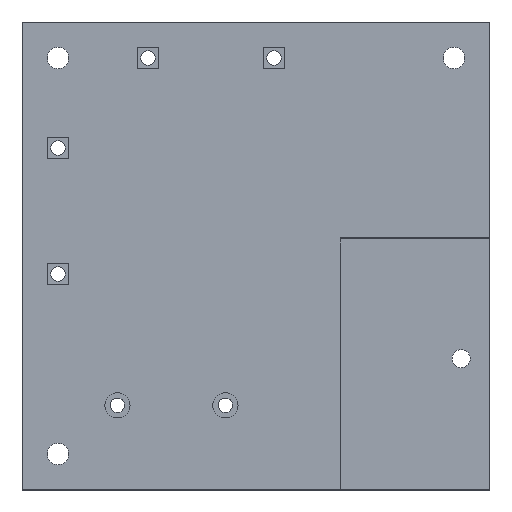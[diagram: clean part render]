
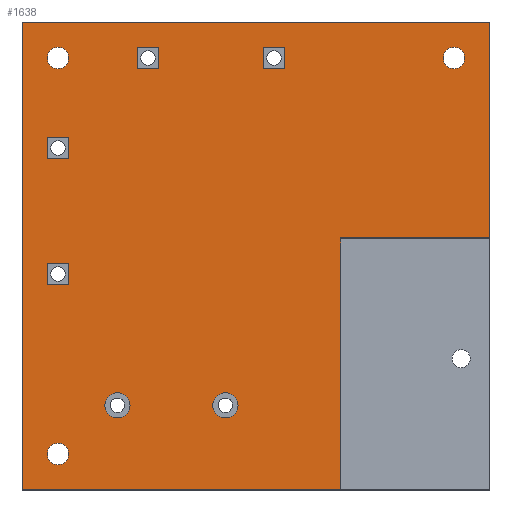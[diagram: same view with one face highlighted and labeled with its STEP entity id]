
A CAD part, top view. The second image highlights one B-rep face of the part: STEP entity #1638.
In plain terms, the highlighted planar face has unit normal (0, 0, 1).
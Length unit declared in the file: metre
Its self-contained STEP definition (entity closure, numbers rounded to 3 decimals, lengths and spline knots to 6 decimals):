
#24=LINE('',#2342,#221);
#25=LINE('',#2345,#222);
#26=LINE('',#2347,#223);
#27=LINE('',#2349,#224);
#28=LINE('',#2351,#225);
#29=LINE('',#2353,#226);
#30=LINE('',#2360,#227);
#31=LINE('',#2363,#228);
#32=LINE('',#2365,#229);
#33=LINE('',#2367,#230);
#34=LINE('',#2368,#231);
#35=LINE('',#2371,#232);
#36=LINE('',#2373,#233);
#37=LINE('',#2375,#234);
#38=LINE('',#2376,#235);
#39=LINE('',#2379,#236);
#40=LINE('',#2381,#237);
#41=LINE('',#2383,#238);
#42=LINE('',#2384,#239);
#43=LINE('',#2387,#240);
#44=LINE('',#2389,#241);
#45=LINE('',#2391,#242);
#221=VECTOR('',#1887,1.);
#222=VECTOR('',#1888,1.);
#223=VECTOR('',#1889,1.);
#224=VECTOR('',#1890,1.);
#225=VECTOR('',#1891,1.);
#226=VECTOR('',#1892,1.);
#227=VECTOR('',#1899,1.);
#228=VECTOR('',#1900,1.);
#229=VECTOR('',#1901,1.);
#230=VECTOR('',#1902,1.);
#231=VECTOR('',#1903,1.);
#232=VECTOR('',#1904,1.);
#233=VECTOR('',#1905,1.);
#234=VECTOR('',#1906,1.);
#235=VECTOR('',#1907,1.);
#236=VECTOR('',#1908,1.);
#237=VECTOR('',#1909,1.);
#238=VECTOR('',#1910,1.);
#239=VECTOR('',#1911,1.);
#240=VECTOR('',#1912,1.);
#241=VECTOR('',#1913,1.);
#242=VECTOR('',#1914,1.);
#418=ORIENTED_EDGE('',*,*,#872,.F.);
#419=ORIENTED_EDGE('',*,*,#873,.F.);
#420=ORIENTED_EDGE('',*,*,#874,.F.);
#421=ORIENTED_EDGE('',*,*,#875,.T.);
#422=ORIENTED_EDGE('',*,*,#876,.F.);
#423=ORIENTED_EDGE('',*,*,#877,.F.);
#424=ORIENTED_EDGE('',*,*,#878,.T.);
#425=ORIENTED_EDGE('',*,*,#879,.F.);
#426=ORIENTED_EDGE('',*,*,#880,.T.);
#427=ORIENTED_EDGE('',*,*,#881,.F.);
#428=ORIENTED_EDGE('',*,*,#882,.F.);
#429=ORIENTED_EDGE('',*,*,#883,.F.);
#430=ORIENTED_EDGE('',*,*,#884,.T.);
#431=ORIENTED_EDGE('',*,*,#885,.T.);
#432=ORIENTED_EDGE('',*,*,#886,.F.);
#433=ORIENTED_EDGE('',*,*,#887,.F.);
#434=ORIENTED_EDGE('',*,*,#888,.T.);
#435=ORIENTED_EDGE('',*,*,#889,.T.);
#436=ORIENTED_EDGE('',*,*,#890,.F.);
#437=ORIENTED_EDGE('',*,*,#891,.F.);
#438=ORIENTED_EDGE('',*,*,#892,.T.);
#439=ORIENTED_EDGE('',*,*,#893,.T.);
#440=ORIENTED_EDGE('',*,*,#894,.F.);
#441=ORIENTED_EDGE('',*,*,#895,.F.);
#442=ORIENTED_EDGE('',*,*,#896,.T.);
#443=ORIENTED_EDGE('',*,*,#897,.T.);
#444=ORIENTED_EDGE('',*,*,#898,.F.);
#872=EDGE_CURVE('',#1099,#1099,#1247,.T.);
#873=EDGE_CURVE('',#1100,#1100,#1248,.T.);
#874=EDGE_CURVE('',#1101,#1102,#24,.T.);
#875=EDGE_CURVE('',#1101,#1103,#25,.T.);
#876=EDGE_CURVE('',#1104,#1103,#26,.T.);
#877=EDGE_CURVE('',#1105,#1104,#27,.T.);
#878=EDGE_CURVE('',#1105,#1106,#28,.T.);
#879=EDGE_CURVE('',#1102,#1106,#29,.T.);
#880=EDGE_CURVE('',#1107,#1107,#1249,.F.);
#881=EDGE_CURVE('',#1108,#1108,#1250,.T.);
#882=EDGE_CURVE('',#1109,#1109,#1251,.T.);
#883=EDGE_CURVE('',#1110,#1111,#30,.T.);
#884=EDGE_CURVE('',#1110,#1112,#31,.T.);
#885=EDGE_CURVE('',#1112,#1113,#32,.T.);
#886=EDGE_CURVE('',#1111,#1113,#33,.T.);
#887=EDGE_CURVE('',#1114,#1115,#34,.T.);
#888=EDGE_CURVE('',#1114,#1116,#35,.T.);
#889=EDGE_CURVE('',#1116,#1117,#36,.T.);
#890=EDGE_CURVE('',#1115,#1117,#37,.T.);
#891=EDGE_CURVE('',#1118,#1119,#38,.T.);
#892=EDGE_CURVE('',#1118,#1120,#39,.T.);
#893=EDGE_CURVE('',#1120,#1121,#40,.T.);
#894=EDGE_CURVE('',#1119,#1121,#41,.T.);
#895=EDGE_CURVE('',#1122,#1123,#42,.T.);
#896=EDGE_CURVE('',#1122,#1124,#43,.T.);
#897=EDGE_CURVE('',#1124,#1125,#44,.T.);
#898=EDGE_CURVE('',#1123,#1125,#45,.T.);
#1099=VERTEX_POINT('',#2339);
#1100=VERTEX_POINT('',#2341);
#1101=VERTEX_POINT('',#2343);
#1102=VERTEX_POINT('',#2344);
#1103=VERTEX_POINT('',#2346);
#1104=VERTEX_POINT('',#2348);
#1105=VERTEX_POINT('',#2350);
#1106=VERTEX_POINT('',#2352);
#1107=VERTEX_POINT('',#2355);
#1108=VERTEX_POINT('',#2357);
#1109=VERTEX_POINT('',#2359);
#1110=VERTEX_POINT('',#2361);
#1111=VERTEX_POINT('',#2362);
#1112=VERTEX_POINT('',#2364);
#1113=VERTEX_POINT('',#2366);
#1114=VERTEX_POINT('',#2369);
#1115=VERTEX_POINT('',#2370);
#1116=VERTEX_POINT('',#2372);
#1117=VERTEX_POINT('',#2374);
#1118=VERTEX_POINT('',#2377);
#1119=VERTEX_POINT('',#2378);
#1120=VERTEX_POINT('',#2380);
#1121=VERTEX_POINT('',#2382);
#1122=VERTEX_POINT('',#2385);
#1123=VERTEX_POINT('',#2386);
#1124=VERTEX_POINT('',#2388);
#1125=VERTEX_POINT('',#2390);
#1247=CIRCLE('',#1751,0.0035);
#1248=CIRCLE('',#1752,0.0035);
#1249=CIRCLE('',#1753,0.003);
#1250=CIRCLE('',#1754,0.003);
#1251=CIRCLE('',#1755,0.003);
#1277=EDGE_LOOP('',(#418));
#1278=EDGE_LOOP('',(#419));
#1279=EDGE_LOOP('',(#420,#421,#422,#423,#424,#425));
#1280=EDGE_LOOP('',(#426));
#1281=EDGE_LOOP('',(#427));
#1282=EDGE_LOOP('',(#428));
#1283=EDGE_LOOP('',(#429,#430,#431,#432));
#1284=EDGE_LOOP('',(#433,#434,#435,#436));
#1285=EDGE_LOOP('',(#437,#438,#439,#440));
#1286=EDGE_LOOP('',(#441,#442,#443,#444));
#1414=FACE_BOUND('',#1277,.T.);
#1415=FACE_BOUND('',#1278,.T.);
#1416=FACE_BOUND('',#1279,.T.);
#1417=FACE_BOUND('',#1280,.T.);
#1418=FACE_BOUND('',#1281,.T.);
#1419=FACE_BOUND('',#1282,.T.);
#1420=FACE_BOUND('',#1283,.T.);
#1421=FACE_BOUND('',#1284,.T.);
#1422=FACE_BOUND('',#1285,.T.);
#1423=FACE_BOUND('',#1286,.T.);
#1551=PLANE('',#1750);
#1638=ADVANCED_FACE('',(#1414,#1415,#1416,#1417,#1418,#1419,#1420,#1421,
#1422,#1423),#1551,.T.);
#1750=AXIS2_PLACEMENT_3D('',#2337,#1881,#1882);
#1751=AXIS2_PLACEMENT_3D('',#2338,#1883,#1884);
#1752=AXIS2_PLACEMENT_3D('',#2340,#1885,#1886);
#1753=AXIS2_PLACEMENT_3D('',#2354,#1893,#1894);
#1754=AXIS2_PLACEMENT_3D('',#2356,#1895,#1896);
#1755=AXIS2_PLACEMENT_3D('',#2358,#1897,#1898);
#1881=DIRECTION('',(0.,0.,1.));
#1882=DIRECTION('',(1.,0.,0.));
#1883=DIRECTION('',(0.,0.,1.));
#1884=DIRECTION('',(1.,0.,0.));
#1885=DIRECTION('',(0.,0.,1.));
#1886=DIRECTION('',(1.,0.,0.));
#1887=DIRECTION('',(-1.,0.,0.));
#1888=DIRECTION('',(0.,1.,0.));
#1889=DIRECTION('',(1.,0.,0.));
#1890=DIRECTION('',(0.,1.,0.));
#1891=DIRECTION('',(1.,0.,0.));
#1892=DIRECTION('',(0.,-1.,0.));
#1893=DIRECTION('',(0.,0.,1.));
#1894=DIRECTION('',(1.,0.,0.));
#1895=DIRECTION('',(0.,0.,1.));
#1896=DIRECTION('',(1.,0.,0.));
#1897=DIRECTION('',(0.,0.,1.));
#1898=DIRECTION('',(1.,0.,0.));
#1899=DIRECTION('',(-1.,0.,0.));
#1900=DIRECTION('',(0.,-1.,0.));
#1901=DIRECTION('',(-1.,0.,0.));
#1902=DIRECTION('',(0.,-1.,0.));
#1903=DIRECTION('',(1.,0.,0.));
#1904=DIRECTION('',(0.,1.,0.));
#1905=DIRECTION('',(1.,0.,0.));
#1906=DIRECTION('',(0.,1.,0.));
#1907=DIRECTION('',(0.,1.,0.));
#1908=DIRECTION('',(-1.,0.,0.));
#1909=DIRECTION('',(0.,1.,0.));
#1910=DIRECTION('',(-1.,0.,0.));
#1911=DIRECTION('',(0.,1.,0.));
#1912=DIRECTION('',(-1.,0.,0.));
#1913=DIRECTION('',(0.,1.,0.));
#1914=DIRECTION('',(-1.,0.,0.));
#2337=CARTESIAN_POINT('',(-0.175,0.24,0.));
#2338=CARTESIAN_POINT('',(-0.3135,0.2835,0.));
#2339=CARTESIAN_POINT('',(-0.31,0.2835,0.));
#2340=CARTESIAN_POINT('',(-0.3435,0.2835,0.));
#2341=CARTESIAN_POINT('',(-0.34,0.2835,0.));
#2342=CARTESIAN_POINT('',(-0.223,0.33,0.));
#2343=CARTESIAN_POINT('',(-0.24,0.33,0.));
#2344=CARTESIAN_POINT('',(-0.2815,0.33,0.));
#2345=CARTESIAN_POINT('',(-0.24,0.325,0.));
#2346=CARTESIAN_POINT('',(-0.24,0.39,0.));
#2347=CARTESIAN_POINT('',(-0.305,0.39,0.));
#2348=CARTESIAN_POINT('',(-0.37,0.39,0.));
#2349=CARTESIAN_POINT('',(-0.37,0.325,0.));
#2350=CARTESIAN_POINT('',(-0.37,0.26,0.));
#2351=CARTESIAN_POINT('',(-0.305,0.26,0.));
#2352=CARTESIAN_POINT('',(-0.2815,0.26,0.));
#2353=CARTESIAN_POINT('',(-0.2815,0.2215,0.));
#2354=CARTESIAN_POINT('',(-0.36,0.38,0.));
#2355=CARTESIAN_POINT('',(-0.357,0.38,0.));
#2356=CARTESIAN_POINT('',(-0.36,0.27,0.));
#2357=CARTESIAN_POINT('',(-0.357,0.27,0.));
#2358=CARTESIAN_POINT('',(-0.25,0.38,0.));
#2359=CARTESIAN_POINT('',(-0.247,0.38,0.));
#2360=CARTESIAN_POINT('',(-0.36,0.323,0.));
#2361=CARTESIAN_POINT('',(-0.357,0.323,0.));
#2362=CARTESIAN_POINT('',(-0.363,0.323,0.));
#2363=CARTESIAN_POINT('',(-0.357,0.32,0.));
#2364=CARTESIAN_POINT('',(-0.357,0.317,0.));
#2365=CARTESIAN_POINT('',(-0.36,0.317,0.));
#2366=CARTESIAN_POINT('',(-0.363,0.317,0.));
#2367=CARTESIAN_POINT('',(-0.363,0.32,0.));
#2368=CARTESIAN_POINT('',(-0.3,0.377,0.));
#2369=CARTESIAN_POINT('',(-0.303,0.377,0.));
#2370=CARTESIAN_POINT('',(-0.297,0.377,0.));
#2371=CARTESIAN_POINT('',(-0.303,0.38,0.));
#2372=CARTESIAN_POINT('',(-0.303,0.383,0.));
#2373=CARTESIAN_POINT('',(-0.3,0.383,0.));
#2374=CARTESIAN_POINT('',(-0.297,0.383,0.));
#2375=CARTESIAN_POINT('',(-0.297,0.38,0.));
#2376=CARTESIAN_POINT('',(-0.357,0.355,0.));
#2377=CARTESIAN_POINT('',(-0.357,0.352,0.));
#2378=CARTESIAN_POINT('',(-0.357,0.358,0.));
#2379=CARTESIAN_POINT('',(-0.36,0.352,0.));
#2380=CARTESIAN_POINT('',(-0.363,0.352,0.));
#2381=CARTESIAN_POINT('',(-0.363,0.355,0.));
#2382=CARTESIAN_POINT('',(-0.363,0.358,0.));
#2383=CARTESIAN_POINT('',(-0.36,0.358,0.));
#2384=CARTESIAN_POINT('',(-0.332,0.38,0.));
#2385=CARTESIAN_POINT('',(-0.332,0.377,0.));
#2386=CARTESIAN_POINT('',(-0.332,0.383,0.));
#2387=CARTESIAN_POINT('',(-0.335,0.377,0.));
#2388=CARTESIAN_POINT('',(-0.338,0.377,0.));
#2389=CARTESIAN_POINT('',(-0.338,0.38,0.));
#2390=CARTESIAN_POINT('',(-0.338,0.383,0.));
#2391=CARTESIAN_POINT('',(-0.335,0.383,0.));
